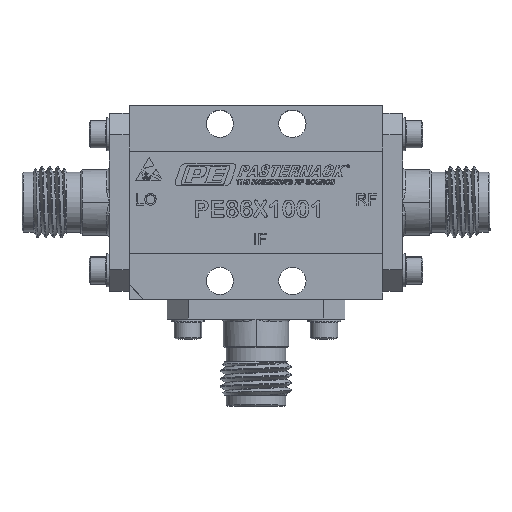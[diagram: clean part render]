
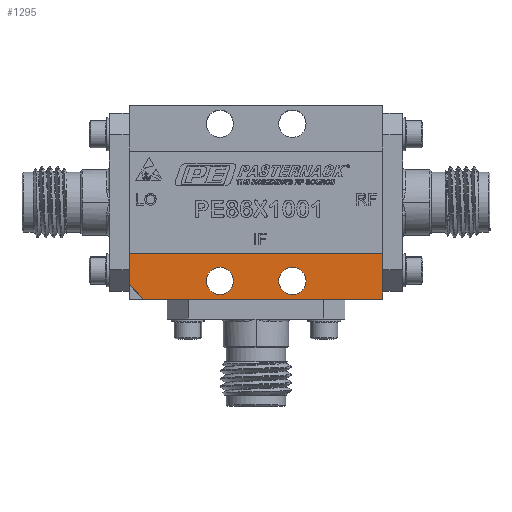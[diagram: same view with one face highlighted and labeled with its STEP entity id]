
A CAD part, top view. The second image highlights one B-rep face of the part: STEP entity #1295.
In plain terms, the highlighted planar face has unit normal (0, 0, 1).
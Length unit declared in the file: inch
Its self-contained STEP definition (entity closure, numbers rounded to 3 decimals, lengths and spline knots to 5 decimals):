
#1295 = ADVANCED_FACE ( 'NONE', ( #42311, #68438, #77248 ), #64975, .T. ) ;
#3432 = ORIENTED_EDGE ( 'NONE', *, *, #41619, .T. ) ;
#3572 = DIRECTION ( 'NONE',  ( 1., 0., 0. ) ) ;
#3850 = AXIS2_PLACEMENT_3D ( 'NONE', #62312, #7079, #49445 ) ;
#5768 = EDGE_CURVE ( 'NONE', #87639, #76305, #89323, .T. ) ;
#7079 = DIRECTION ( 'NONE',  ( 0., 0., -1. ) ) ;
#8472 = ORIENTED_EDGE ( 'NONE', *, *, #87485, .T. ) ;
#12675 = LINE ( 'NONE', #30562, #86241 ) ;
#13048 = VERTEX_POINT ( 'NONE', #90429 ) ;
#14645 = CARTESIAN_POINT ( 'NONE',  ( 0., 0., 0.1 ) ) ;
#17119 = CARTESIAN_POINT ( 'NONE',  ( 0.128, -0.276, 0.1 ) ) ;
#17519 = ORIENTED_EDGE ( 'NONE', *, *, #66410, .T. ) ;
#19706 = VERTEX_POINT ( 'NONE', #33342 ) ;
#22937 = DIRECTION ( 'NONE',  ( 0., 0., 1. ) ) ;
#24397 = CARTESIAN_POINT ( 'NONE',  ( -0.3675, -0.3675, 0.1 ) ) ;
#24625 = CARTESIAN_POINT ( 'NONE',  ( 0.445, -0.18, 0.1 ) ) ;
#26213 = CARTESIAN_POINT ( 'NONE',  ( 0.176, -0.276, 0.1 ) ) ;
#29948 = DIRECTION ( 'NONE',  ( 0., 0., -1. ) ) ;
#30042 = DIRECTION ( 'NONE',  ( 1., 0., 0. ) ) ;
#30555 = CARTESIAN_POINT ( 'NONE',  ( -0.127, -0.276, 0.1 ) ) ;
#30562 = CARTESIAN_POINT ( 'NONE',  ( -0.445, -0.34, 0.1 ) ) ;
#30727 = ORIENTED_EDGE ( 'NONE', *, *, #58050, .T. ) ;
#31374 = VERTEX_POINT ( 'NONE', #86065 ) ;
#33342 = CARTESIAN_POINT ( 'NONE',  ( -0.175, -0.276, 0.1 ) ) ;
#34289 = CARTESIAN_POINT ( 'NONE',  ( 0.128, -0.276, 0.1 ) ) ;
#39551 = VERTEX_POINT ( 'NONE', #66718 ) ;
#41619 = EDGE_CURVE ( 'NONE', #76144, #75337, #49218, .T. ) ;
#42311 = FACE_BOUND ( 'NONE', #89268, .T. ) ;
#42365 = DIRECTION ( 'NONE',  ( -1., 0., 0. ) ) ;
#42572 = AXIS2_PLACEMENT_3D ( 'NONE', #17119, #48620, #3572 ) ;
#43037 = AXIS2_PLACEMENT_3D ( 'NONE', #34289, #69196, #76844 ) ;
#43313 = AXIS2_PLACEMENT_3D ( 'NONE', #30555, #29948, #51099 ) ;
#46143 = CIRCLE ( 'NONE', #43313, 0.048 ) ;
#47620 = VERTEX_POINT ( 'NONE', #24625 ) ;
#48620 = DIRECTION ( 'NONE',  ( 0., 0., -1. ) ) ;
#48865 = VECTOR ( 'NONE', #72631, 39.37008 ) ;
#49218 = CIRCLE ( 'NONE', #42572, 0.048 ) ;
#49445 = DIRECTION ( 'NONE',  ( 1., 0., 0. ) ) ;
#51099 = DIRECTION ( 'NONE',  ( 1., 0., 0. ) ) ;
#51589 = CARTESIAN_POINT ( 'NONE',  ( 0.445, -0.34, 0.1 ) ) ;
#51695 = CIRCLE ( 'NONE', #3850, 0.048 ) ;
#52133 = CARTESIAN_POINT ( 'NONE',  ( -0.445, -0.34, 0.1 ) ) ;
#54833 = AXIS2_PLACEMENT_3D ( 'NONE', #14645, #22937, #30042 ) ;
#58050 = EDGE_CURVE ( 'NONE', #31374, #19706, #51695, .T. ) ;
#58726 = VECTOR ( 'NONE', #58736, 39.37008 ) ;
#58736 = DIRECTION ( 'NONE',  ( 0.707, -0.707, 0. ) ) ;
#58759 = VECTOR ( 'NONE', #72475, 39.37008 ) ;
#59503 = LINE ( 'NONE', #62898, #72637 ) ;
#62312 = CARTESIAN_POINT ( 'NONE',  ( -0.127, -0.276, 0.1 ) ) ;
#62898 = CARTESIAN_POINT ( 'NONE',  ( -0.445, -0.18, 0.1 ) ) ;
#64788 = EDGE_CURVE ( 'NONE', #13048, #39551, #12675, .T. ) ;
#64889 = DIRECTION ( 'NONE',  ( 0., -1., 0. ) ) ;
#64975 = PLANE ( 'NONE',  #54833 ) ;
#65830 = ORIENTED_EDGE ( 'NONE', *, *, #5768, .T. ) ;
#66410 = EDGE_CURVE ( 'NONE', #47620, #13048, #59503, .T. ) ;
#66718 = CARTESIAN_POINT ( 'NONE',  ( -0.445, -0.29, 0.1 ) ) ;
#68438 = FACE_OUTER_BOUND ( 'NONE', #84564, .T. ) ;
#69113 = ORIENTED_EDGE ( 'NONE', *, *, #90700, .T. ) ;
#69196 = DIRECTION ( 'NONE',  ( 0., 0., -1. ) ) ;
#70581 = CARTESIAN_POINT ( 'NONE',  ( 0.08, -0.276, 0.1 ) ) ;
#72177 = CARTESIAN_POINT ( 'NONE',  ( 0.445, -0.34, 0.1 ) ) ;
#72356 = ORIENTED_EDGE ( 'NONE', *, *, #76885, .T. ) ;
#72475 = DIRECTION ( 'NONE',  ( 0., 1., 0. ) ) ;
#72631 = DIRECTION ( 'NONE',  ( 1., 0., 0. ) ) ;
#72637 = VECTOR ( 'NONE', #42365, 39.37008 ) ;
#75337 = VERTEX_POINT ( 'NONE', #26213 ) ;
#76144 = VERTEX_POINT ( 'NONE', #70581 ) ;
#76305 = VERTEX_POINT ( 'NONE', #51589 ) ;
#76311 = LINE ( 'NONE', #72177, #58759 ) ;
#76844 = DIRECTION ( 'NONE',  ( 1., 0., 0. ) ) ;
#76885 = EDGE_CURVE ( 'NONE', #39551, #87639, #77347, .T. ) ;
#77248 = FACE_BOUND ( 'NONE', #78617, .T. ) ;
#77347 = LINE ( 'NONE', #24397, #58726 ) ;
#78617 = EDGE_LOOP ( 'NONE', ( #30727, #8472 ) ) ;
#84182 = ORIENTED_EDGE ( 'NONE', *, *, #64788, .T. ) ;
#84302 = CIRCLE ( 'NONE', #43037, 0.048 ) ;
#84564 = EDGE_LOOP ( 'NONE', ( #84182, #72356, #65830, #85666, #17519 ) ) ;
#85403 = EDGE_CURVE ( 'NONE', #76305, #47620, #76311, .T. ) ;
#85666 = ORIENTED_EDGE ( 'NONE', *, *, #85403, .T. ) ;
#86065 = CARTESIAN_POINT ( 'NONE',  ( -0.079, -0.276, 0.1 ) ) ;
#86241 = VECTOR ( 'NONE', #64889, 39.37008 ) ;
#87485 = EDGE_CURVE ( 'NONE', #19706, #31374, #46143, .T. ) ;
#87639 = VERTEX_POINT ( 'NONE', #88086 ) ;
#88086 = CARTESIAN_POINT ( 'NONE',  ( -0.395, -0.34, 0.1 ) ) ;
#89268 = EDGE_LOOP ( 'NONE', ( #69113, #3432 ) ) ;
#89323 = LINE ( 'NONE', #52133, #48865 ) ;
#90429 = CARTESIAN_POINT ( 'NONE',  ( -0.445, -0.18, 0.1 ) ) ;
#90700 = EDGE_CURVE ( 'NONE', #75337, #76144, #84302, .T. ) ;
